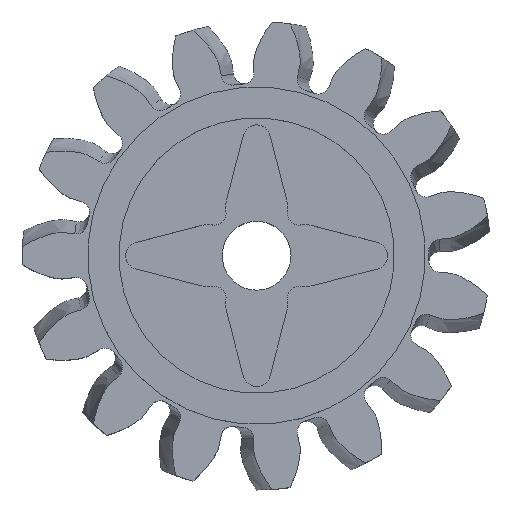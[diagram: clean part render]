
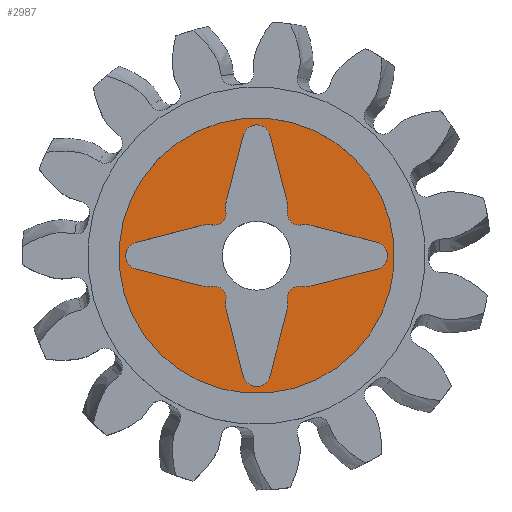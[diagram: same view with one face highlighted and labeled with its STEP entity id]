
A CAD part, top view. The second image highlights one B-rep face of the part: STEP entity #2987.
In plain terms, the highlighted planar face has unit normal (0, 0, 1).
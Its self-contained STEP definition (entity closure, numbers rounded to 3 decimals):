
#438=FACE_BOUND('',#684,.T.);
#451=PLANE('',#3365);
#498=FACE_OUTER_BOUND('',#683,.T.);
#683=EDGE_LOOP('',(#2207));
#684=EDGE_LOOP('',(#2208,#2209,#2210,#2211,#2212,#2213,#2214,#2215,#2216,
#2217,#2218,#2219,#2220,#2221,#2222,#2223,#2224,#2225,#2226,#2227,#2228,
#2229,#2230,#2231));
#828=LINE('',#7670,#871);
#832=LINE('',#7682,#875);
#838=LINE('',#7706,#881);
#842=LINE('',#7718,#885);
#848=LINE('',#7742,#891);
#852=LINE('',#7754,#895);
#858=LINE('',#7778,#901);
#862=LINE('',#7789,#905);
#871=VECTOR('',#3711,10.);
#875=VECTOR('',#3723,10.);
#881=VECTOR('',#3749,10.);
#885=VECTOR('',#3761,10.);
#891=VECTOR('',#3787,10.);
#895=VECTOR('',#3799,10.);
#901=VECTOR('',#3825,10.);
#905=VECTOR('',#3837,10.);
#909=CIRCLE('',#3149,20.);
#972=CIRCLE('',#3216,4.5);
#974=CIRCLE('',#3219,1.725);
#976=CIRCLE('',#3222,4.5);
#978=CIRCLE('',#3226,2.);
#980=CIRCLE('',#3230,4.5);
#982=CIRCLE('',#3233,1.725);
#984=CIRCLE('',#3236,4.5);
#986=CIRCLE('',#3240,2.);
#988=CIRCLE('',#3244,4.5);
#990=CIRCLE('',#3247,1.725);
#992=CIRCLE('',#3250,4.5);
#994=CIRCLE('',#3254,2.);
#996=CIRCLE('',#3258,4.5);
#998=CIRCLE('',#3261,1.725);
#1000=CIRCLE('',#3264,4.5);
#1002=CIRCLE('',#3268,2.);
#1067=VERTEX_POINT('',#4396);
#1160=VERTEX_POINT('',#7648);
#1161=VERTEX_POINT('',#7649);
#1164=VERTEX_POINT('',#7657);
#1166=VERTEX_POINT('',#7663);
#1168=VERTEX_POINT('',#7669);
#1170=VERTEX_POINT('',#7675);
#1172=VERTEX_POINT('',#7681);
#1174=VERTEX_POINT('',#7687);
#1176=VERTEX_POINT('',#7693);
#1178=VERTEX_POINT('',#7699);
#1180=VERTEX_POINT('',#7705);
#1182=VERTEX_POINT('',#7711);
#1184=VERTEX_POINT('',#7717);
#1186=VERTEX_POINT('',#7723);
#1188=VERTEX_POINT('',#7729);
#1190=VERTEX_POINT('',#7735);
#1192=VERTEX_POINT('',#7741);
#1194=VERTEX_POINT('',#7747);
#1196=VERTEX_POINT('',#7753);
#1198=VERTEX_POINT('',#7759);
#1200=VERTEX_POINT('',#7765);
#1202=VERTEX_POINT('',#7771);
#1204=VERTEX_POINT('',#7777);
#1206=VERTEX_POINT('',#7783);
#1392=EDGE_CURVE('',#1067,#1067,#909,.T.);
#1486=EDGE_CURVE('',#1160,#1161,#972,.T.);
#1490=EDGE_CURVE('',#1164,#1160,#974,.T.);
#1493=EDGE_CURVE('',#1166,#1164,#976,.T.);
#1496=EDGE_CURVE('',#1168,#1166,#828,.T.);
#1499=EDGE_CURVE('',#1170,#1168,#978,.T.);
#1502=EDGE_CURVE('',#1172,#1170,#832,.T.);
#1505=EDGE_CURVE('',#1174,#1172,#980,.T.);
#1508=EDGE_CURVE('',#1176,#1174,#982,.T.);
#1511=EDGE_CURVE('',#1178,#1176,#984,.T.);
#1514=EDGE_CURVE('',#1180,#1178,#838,.T.);
#1517=EDGE_CURVE('',#1182,#1180,#986,.T.);
#1520=EDGE_CURVE('',#1184,#1182,#842,.T.);
#1523=EDGE_CURVE('',#1186,#1184,#988,.T.);
#1526=EDGE_CURVE('',#1188,#1186,#990,.T.);
#1529=EDGE_CURVE('',#1190,#1188,#992,.T.);
#1532=EDGE_CURVE('',#1192,#1190,#848,.T.);
#1535=EDGE_CURVE('',#1194,#1192,#994,.T.);
#1538=EDGE_CURVE('',#1196,#1194,#852,.T.);
#1541=EDGE_CURVE('',#1198,#1196,#996,.T.);
#1544=EDGE_CURVE('',#1200,#1198,#998,.T.);
#1547=EDGE_CURVE('',#1202,#1200,#1000,.T.);
#1550=EDGE_CURVE('',#1204,#1202,#858,.T.);
#1553=EDGE_CURVE('',#1206,#1204,#1002,.T.);
#1556=EDGE_CURVE('',#1161,#1206,#862,.T.);
#2207=ORIENTED_EDGE('',*,*,#1392,.T.);
#2208=ORIENTED_EDGE('',*,*,#1486,.T.);
#2209=ORIENTED_EDGE('',*,*,#1556,.T.);
#2210=ORIENTED_EDGE('',*,*,#1553,.T.);
#2211=ORIENTED_EDGE('',*,*,#1550,.T.);
#2212=ORIENTED_EDGE('',*,*,#1547,.T.);
#2213=ORIENTED_EDGE('',*,*,#1544,.T.);
#2214=ORIENTED_EDGE('',*,*,#1541,.T.);
#2215=ORIENTED_EDGE('',*,*,#1538,.T.);
#2216=ORIENTED_EDGE('',*,*,#1535,.T.);
#2217=ORIENTED_EDGE('',*,*,#1532,.T.);
#2218=ORIENTED_EDGE('',*,*,#1529,.T.);
#2219=ORIENTED_EDGE('',*,*,#1526,.T.);
#2220=ORIENTED_EDGE('',*,*,#1523,.T.);
#2221=ORIENTED_EDGE('',*,*,#1520,.T.);
#2222=ORIENTED_EDGE('',*,*,#1517,.T.);
#2223=ORIENTED_EDGE('',*,*,#1514,.T.);
#2224=ORIENTED_EDGE('',*,*,#1511,.T.);
#2225=ORIENTED_EDGE('',*,*,#1508,.T.);
#2226=ORIENTED_EDGE('',*,*,#1505,.T.);
#2227=ORIENTED_EDGE('',*,*,#1502,.T.);
#2228=ORIENTED_EDGE('',*,*,#1499,.T.);
#2229=ORIENTED_EDGE('',*,*,#1496,.T.);
#2230=ORIENTED_EDGE('',*,*,#1493,.T.);
#2231=ORIENTED_EDGE('',*,*,#1490,.T.);
#2987=ADVANCED_FACE('',(#498,#438),#451,.T.);
#3149=AXIS2_PLACEMENT_3D('',#4398,#3554,#3555);
#3216=AXIS2_PLACEMENT_3D('',#7650,#3689,#3690);
#3219=AXIS2_PLACEMENT_3D('',#7658,#3697,#3698);
#3222=AXIS2_PLACEMENT_3D('',#7664,#3704,#3705);
#3226=AXIS2_PLACEMENT_3D('',#7676,#3716,#3717);
#3230=AXIS2_PLACEMENT_3D('',#7688,#3728,#3729);
#3233=AXIS2_PLACEMENT_3D('',#7694,#3735,#3736);
#3236=AXIS2_PLACEMENT_3D('',#7700,#3742,#3743);
#3240=AXIS2_PLACEMENT_3D('',#7712,#3754,#3755);
#3244=AXIS2_PLACEMENT_3D('',#7724,#3766,#3767);
#3247=AXIS2_PLACEMENT_3D('',#7730,#3773,#3774);
#3250=AXIS2_PLACEMENT_3D('',#7736,#3780,#3781);
#3254=AXIS2_PLACEMENT_3D('',#7748,#3792,#3793);
#3258=AXIS2_PLACEMENT_3D('',#7760,#3804,#3805);
#3261=AXIS2_PLACEMENT_3D('',#7766,#3811,#3812);
#3264=AXIS2_PLACEMENT_3D('',#7772,#3818,#3819);
#3268=AXIS2_PLACEMENT_3D('',#7784,#3830,#3831);
#3365=AXIS2_PLACEMENT_3D('',#7948,#4028,#4029);
#3554=DIRECTION('center_axis',(0.,0.,1.));
#3555=DIRECTION('ref_axis',(-0.996,-0.093,0.));
#3689=DIRECTION('center_axis',(0.,0.,-1.));
#3690=DIRECTION('ref_axis',(-0.25,-0.968,0.));
#3697=DIRECTION('center_axis',(0.,0.,1.));
#3698=DIRECTION('ref_axis',(-0.991,0.133,0.));
#3704=DIRECTION('center_axis',(0.,0.,-1.));
#3705=DIRECTION('ref_axis',(-0.991,0.133,0.));
#3711=DIRECTION('',(-0.25,0.968,0.));
#3716=DIRECTION('center_axis',(0.,0.,-1.));
#3717=DIRECTION('ref_axis',(-0.968,-0.25,0.));
#3723=DIRECTION('',(-0.25,-0.968,0.));
#3728=DIRECTION('center_axis',(0.,0.,-1.));
#3729=DIRECTION('ref_axis',(0.968,-0.25,0.));
#3735=DIRECTION('center_axis',(0.,0.,1.));
#3736=DIRECTION('ref_axis',(-0.133,-0.991,0.));
#3742=DIRECTION('center_axis',(0.,0.,-1.));
#3743=DIRECTION('ref_axis',(-0.133,-0.991,0.));
#3749=DIRECTION('',(-0.968,-0.25,0.));
#3754=DIRECTION('center_axis',(0.,0.,-1.));
#3755=DIRECTION('ref_axis',(0.25,-0.968,0.));
#3761=DIRECTION('',(0.968,-0.25,0.));
#3766=DIRECTION('center_axis',(0.,0.,-1.));
#3767=DIRECTION('ref_axis',(0.25,0.968,0.));
#3773=DIRECTION('center_axis',(0.,0.,1.));
#3774=DIRECTION('ref_axis',(0.991,-0.133,0.));
#3780=DIRECTION('center_axis',(0.,0.,-1.));
#3781=DIRECTION('ref_axis',(0.991,-0.133,0.));
#3787=DIRECTION('',(0.25,-0.968,0.));
#3792=DIRECTION('center_axis',(0.,0.,-1.));
#3793=DIRECTION('ref_axis',(0.968,0.25,0.));
#3799=DIRECTION('',(0.25,0.968,0.));
#3804=DIRECTION('center_axis',(0.,0.,-1.));
#3805=DIRECTION('ref_axis',(-0.968,0.25,0.));
#3811=DIRECTION('center_axis',(0.,0.,1.));
#3812=DIRECTION('ref_axis',(0.133,0.991,0.));
#3818=DIRECTION('center_axis',(0.,0.,-1.));
#3819=DIRECTION('ref_axis',(0.133,0.991,0.));
#3825=DIRECTION('',(0.968,0.25,0.));
#3830=DIRECTION('center_axis',(0.,0.,-1.));
#3831=DIRECTION('ref_axis',(-0.25,0.968,0.));
#3837=DIRECTION('',(-0.968,0.25,0.));
#4028=DIRECTION('center_axis',(0.,0.,1.));
#4029=DIRECTION('ref_axis',(1.,0.,0.));
#4396=CARTESIAN_POINT('',(19.913,1.862,7.5));
#4398=CARTESIAN_POINT('Origin',(0.,0.,
7.5));
#7648=CARTESIAN_POINT('',(-6.4,-4.46,7.5));
#7649=CARTESIAN_POINT('',(-8.125,-4.357,7.5));
#7650=CARTESIAN_POINT('Origin',(-7.,0.,7.5));
#7657=CARTESIAN_POINT('',(-4.46,-6.4,7.5));
#7658=CARTESIAN_POINT('Origin',(-6.17,-6.17,7.5));
#7663=CARTESIAN_POINT('',(-4.357,-8.125,7.5));
#7664=CARTESIAN_POINT('Origin',(0.,-7.,7.5));
#7669=CARTESIAN_POINT('',(-1.936,-17.5,7.5));
#7670=CARTESIAN_POINT('',(-3.994,-9.531,7.5));
#7675=CARTESIAN_POINT('',(1.936,-17.5,7.5));
#7676=CARTESIAN_POINT('Origin',(0.,-17.,7.5));
#7681=CARTESIAN_POINT('',(4.357,-8.125,7.5));
#7682=CARTESIAN_POINT('',(5.204,-4.844,7.5));
#7687=CARTESIAN_POINT('',(4.46,-6.4,7.5));
#7688=CARTESIAN_POINT('Origin',(0.,-7.,7.5));
#7693=CARTESIAN_POINT('',(6.4,-4.46,7.5));
#7694=CARTESIAN_POINT('Origin',(6.17,-6.17,7.5));
#7699=CARTESIAN_POINT('',(8.125,-4.357,7.5));
#7700=CARTESIAN_POINT('Origin',(7.,0.,7.5));
#7705=CARTESIAN_POINT('',(17.5,-1.936,7.5));
#7706=CARTESIAN_POINT('',(9.531,-3.994,7.5));
#7711=CARTESIAN_POINT('',(17.5,1.936,7.5));
#7712=CARTESIAN_POINT('Origin',(17.,0.,7.5));
#7717=CARTESIAN_POINT('',(8.125,4.357,7.5));
#7718=CARTESIAN_POINT('',(4.844,5.204,7.5));
#7723=CARTESIAN_POINT('',(6.4,4.46,7.5));
#7724=CARTESIAN_POINT('Origin',(7.,0.,
7.5));
#7729=CARTESIAN_POINT('',(4.46,6.4,7.5));
#7730=CARTESIAN_POINT('Origin',(6.17,6.17,7.5));
#7735=CARTESIAN_POINT('',(4.357,8.125,7.5));
#7736=CARTESIAN_POINT('Origin',(0.,7.,7.5));
#7741=CARTESIAN_POINT('',(1.936,17.5,7.5));
#7742=CARTESIAN_POINT('',(3.994,9.531,7.5));
#7747=CARTESIAN_POINT('',(-1.936,17.5,7.5));
#7748=CARTESIAN_POINT('Origin',(0.,17.,7.5));
#7753=CARTESIAN_POINT('',(-4.357,8.125,7.5));
#7754=CARTESIAN_POINT('',(-5.204,4.844,7.5));
#7759=CARTESIAN_POINT('',(-4.46,6.4,7.5));
#7760=CARTESIAN_POINT('Origin',(0.,7.,7.5));
#7765=CARTESIAN_POINT('',(-6.4,4.46,7.5));
#7766=CARTESIAN_POINT('Origin',(-6.17,6.17,7.5));
#7771=CARTESIAN_POINT('',(-8.125,4.357,7.5));
#7772=CARTESIAN_POINT('Origin',(-7.,0.,7.5));
#7777=CARTESIAN_POINT('',(-17.5,1.936,7.5));
#7778=CARTESIAN_POINT('',(-9.531,3.994,7.5));
#7783=CARTESIAN_POINT('',(-17.5,-1.936,7.5));
#7784=CARTESIAN_POINT('Origin',(-17.,0.,7.5));
#7789=CARTESIAN_POINT('',(-4.844,-5.204,7.5));
#7948=CARTESIAN_POINT('Origin',(0.,0.,7.5));
